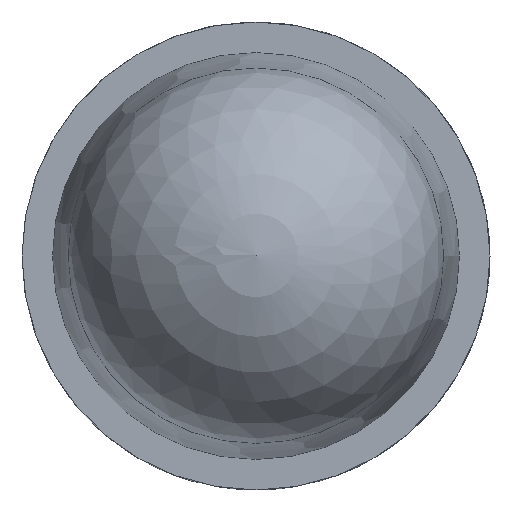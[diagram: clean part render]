
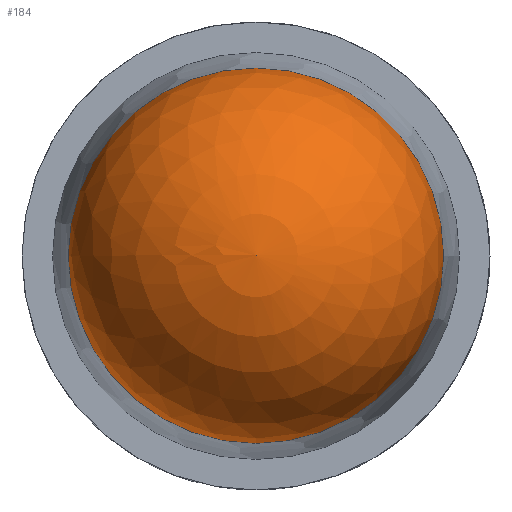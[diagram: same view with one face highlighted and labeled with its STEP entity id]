
A CAD part, top view. The second image highlights one B-rep face of the part: STEP entity #184.
In plain terms, the highlighted spherical face has radius 4.73 mm.
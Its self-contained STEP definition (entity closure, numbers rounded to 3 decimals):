
#56=FACE_OUTER_BOUND('',#68,.T.);
#68=EDGE_LOOP('',(#163,#164,#165,#166));
#81=CIRCLE('',#219,4.73);
#82=CIRCLE('',#220,4.73);
#83=CIRCLE('',#221,4.73);
#98=VERTEX_POINT('',#328);
#99=VERTEX_POINT('',#329);
#100=VERTEX_POINT('',#331);
#121=EDGE_CURVE('',#98,#99,#81,.T.);
#122=EDGE_CURVE('',#100,#99,#82,.T.);
#123=EDGE_CURVE('',#99,#98,#83,.T.);
#163=ORIENTED_EDGE('',*,*,#121,.T.);
#164=ORIENTED_EDGE('',*,*,#122,.F.);
#165=ORIENTED_EDGE('',*,*,#122,.T.);
#166=ORIENTED_EDGE('',*,*,#123,.T.);
#175=SPHERICAL_SURFACE('',#218,4.73);
#184=ADVANCED_FACE('',(#56),#175,.T.);
#218=AXIS2_PLACEMENT_3D('',#327,#271,#272);
#219=AXIS2_PLACEMENT_3D('',#330,#273,#274);
#220=AXIS2_PLACEMENT_3D('',#332,#275,#276);
#221=AXIS2_PLACEMENT_3D('',#333,#277,#278);
#271=DIRECTION('center_axis',(0.,0.,1.));
#272=DIRECTION('ref_axis',(1.,0.,0.));
#273=DIRECTION('center_axis',(0.,0.,1.));
#274=DIRECTION('ref_axis',(-1.,0.,0.));
#275=DIRECTION('center_axis',(0.,-1.,0.));
#276=DIRECTION('ref_axis',(-1.,0.,0.));
#277=DIRECTION('center_axis',(0.,0.,1.));
#278=DIRECTION('ref_axis',(-1.,0.,0.));
#327=CARTESIAN_POINT('Origin',(0.,0.,5.));
#328=CARTESIAN_POINT('',(4.73,0.,5.));
#329=CARTESIAN_POINT('',(-4.73,0.,5.));
#330=CARTESIAN_POINT('Origin',(0.,0.,5.));
#331=CARTESIAN_POINT('',(0.,0.,9.73));
#332=CARTESIAN_POINT('Origin',(0.,0.,5.));
#333=CARTESIAN_POINT('Origin',(0.,0.,5.));
